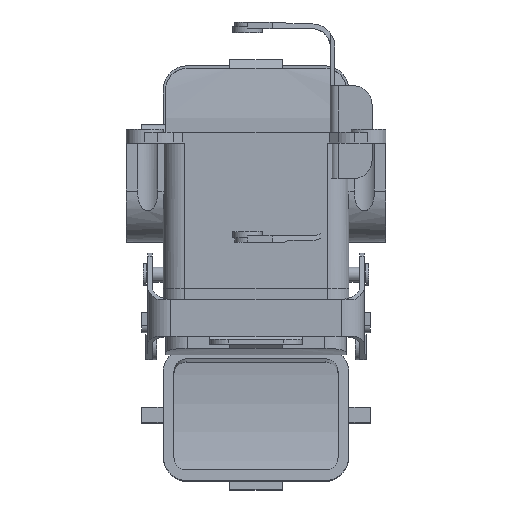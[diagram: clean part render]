
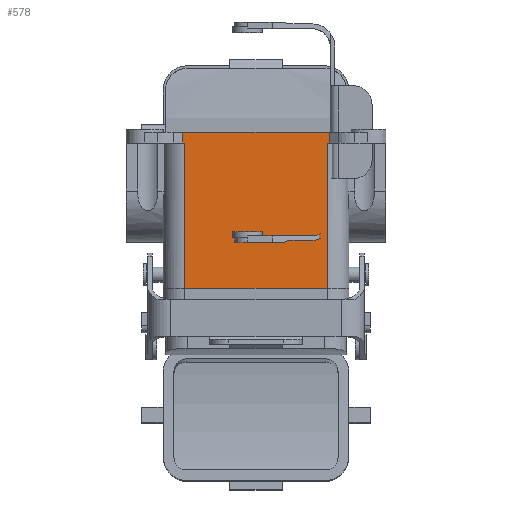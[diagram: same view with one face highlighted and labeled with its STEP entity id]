
A CAD part, top view. The second image highlights one B-rep face of the part: STEP entity #578.
In plain terms, the highlighted planar face has unit normal (0, 0, 1).
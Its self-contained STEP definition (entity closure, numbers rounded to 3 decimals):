
#578 = ADVANCED_FACE( '', ( #1266 ), #1267, .F. );
#1266 = FACE_OUTER_BOUND( '', #2068, .T. );
#1267 = PLANE( '', #2069 );
#2068 = EDGE_LOOP( '', ( #3675, #3676, #3677, #3678, #3679, #3680, #3681, #3682 ) );
#2069 = AXIS2_PLACEMENT_3D( '', #3683, #3684, #3685 );
#3675 = ORIENTED_EDGE( '', *, *, #4978, .T. );
#3676 = ORIENTED_EDGE( '', *, *, #5167, .F. );
#3677 = ORIENTED_EDGE( '', *, *, #5005, .F. );
#3678 = ORIENTED_EDGE( '', *, *, #5168, .T. );
#3679 = ORIENTED_EDGE( '', *, *, #5169, .F. );
#3680 = ORIENTED_EDGE( '', *, *, #4958, .F. );
#3681 = ORIENTED_EDGE( '', *, *, #4592, .F. );
#3682 = ORIENTED_EDGE( '', *, *, #4913, .T. );
#3683 = CARTESIAN_POINT( '', ( 0., -3.5, 21.5 ) );
#3684 = DIRECTION( '', ( 0., 0., -1. ) );
#3685 = DIRECTION( '', ( -1., 0., 0. ) );
#4592 = EDGE_CURVE( '', #5472, #5474, #5475, .T. );
#4913 = EDGE_CURVE( '', #5472, #6004, #6006, .T. );
#4958 = EDGE_CURVE( '', #5474, #6076, #6077, .T. );
#4978 = EDGE_CURVE( '', #6004, #6103, #6105, .T. );
#5005 = EDGE_CURVE( '', #6146, #6148, #6149, .T. );
#5167 = EDGE_CURVE( '', #6148, #6103, #6372, .T. );
#5168 = EDGE_CURVE( '', #6146, #6373, #6374, .T. );
#5169 = EDGE_CURVE( '', #6076, #6373, #6375, .T. );
#5472 = VERTEX_POINT( '', #6798 );
#5474 = VERTEX_POINT( '', #6801 );
#5475 = LINE( '', #6802, #6803 );
#6004 = VERTEX_POINT( '', #7615 );
#6006 = LINE( '', #7618, #7619 );
#6076 = VERTEX_POINT( '', #7809 );
#6077 = LINE( '', #7810, #7811 );
#6103 = VERTEX_POINT( '', #7844 );
#6105 = LINE( '', #7847, #7848 );
#6146 = VERTEX_POINT( '', #7904 );
#6148 = VERTEX_POINT( '', #7906 );
#6149 = LINE( '', #7907, #7908 );
#6372 = LINE( '', #8317, #8318 );
#6373 = VERTEX_POINT( '', #8319 );
#6374 = LINE( '', #8320, #8321 );
#6375 = LINE( '', #8322, #8323 );
#6798 = CARTESIAN_POINT( '', ( 23.625, -3.5, 21.5 ) );
#6801 = CARTESIAN_POINT( '', ( 23., -3.5, 21.5 ) );
#6802 = CARTESIAN_POINT( '', ( 0., -3.5, 21.5 ) );
#6803 = VECTOR( '', #8693, 1000. );
#7615 = CARTESIAN_POINT( '', ( 23.625, 0., 21.5 ) );
#7618 = CARTESIAN_POINT( '', ( 23.625, -3.5, 21.5 ) );
#7619 = VECTOR( '', #9076, 1000. );
#7809 = CARTESIAN_POINT( '', ( 23., -50.4, 21.5 ) );
#7810 = CARTESIAN_POINT( '', ( 23., 60.964, 21.5 ) );
#7811 = VECTOR( '', #9125, 1000. );
#7844 = CARTESIAN_POINT( '', ( -23.625, 0., 21.5 ) );
#7847 = CARTESIAN_POINT( '', ( 0., 0., 21.5 ) );
#7848 = VECTOR( '', #9152, 1000. );
#7904 = CARTESIAN_POINT( '', ( -23., -3.5, 21.5 ) );
#7906 = CARTESIAN_POINT( '', ( -23.625, -3.5, 21.5 ) );
#7907 = CARTESIAN_POINT( '', ( 0., -3.5, 21.5 ) );
#7908 = VECTOR( '', #9189, 1000. );
#8317 = CARTESIAN_POINT( '', ( -23.625, -3.5, 21.5 ) );
#8318 = VECTOR( '', #9354, 1000. );
#8319 = CARTESIAN_POINT( '', ( -23., -50.4, 21.5 ) );
#8320 = CARTESIAN_POINT( '', ( -23., 60.964, 21.5 ) );
#8321 = VECTOR( '', #9355, 1000. );
#8322 = CARTESIAN_POINT( '', ( -23., -50.4, 21.5 ) );
#8323 = VECTOR( '', #9356, 1000. );
#8693 = DIRECTION( '', ( -1., 0., 0. ) );
#9076 = DIRECTION( '', ( 0., 1., 0. ) );
#9125 = DIRECTION( '', ( 0., -1., 0. ) );
#9152 = DIRECTION( '', ( -1., 0., 0. ) );
#9189 = DIRECTION( '', ( -1., 0., 0. ) );
#9354 = DIRECTION( '', ( 0., 1., 0. ) );
#9355 = DIRECTION( '', ( 0., -1., 0. ) );
#9356 = DIRECTION( '', ( -1., 0., 0. ) );
